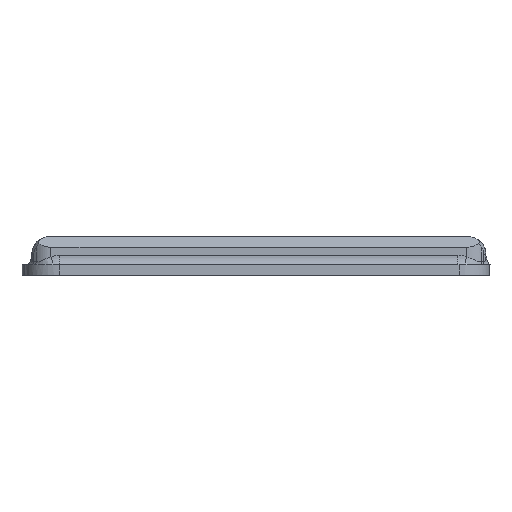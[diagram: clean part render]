
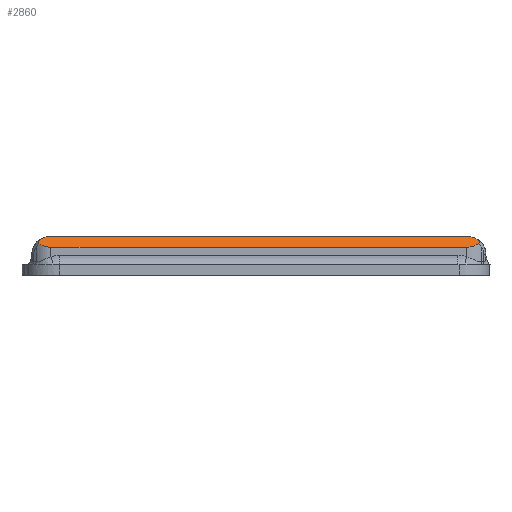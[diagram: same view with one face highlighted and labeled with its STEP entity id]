
A CAD part, left-side view. The second image highlights one B-rep face of the part: STEP entity #2860.
In plain terms, the highlighted planar face has unit normal (-0.707, 0, 0.707).
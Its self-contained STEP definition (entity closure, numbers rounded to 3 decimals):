
#35=ELLIPSE('',#3040,7.071,5.);
#37=ELLIPSE('',#3054,8.485,6.);
#39=ELLIPSE('',#3064,7.071,5.);
#40=ELLIPSE('',#3065,8.485,6.);
#112=B_SPLINE_CURVE_WITH_KNOTS('',3,(#4532,#4533,#4534,#4535,#4536,#4537,
#4538,#4539,#4540,#4541),.UNSPECIFIED.,.F.,.F.,(4,2,2,2,4),(0.,0.064,
0.122,0.182,0.191),.UNSPECIFIED.);
#114=B_SPLINE_CURVE_WITH_KNOTS('',3,(#4561,#4562,#4563,#4564,#4565,#4566,
#4567,#4568,#4569,#4570),.UNSPECIFIED.,.F.,.F.,(4,2,2,2,4),(0.081,
0.106,0.216,0.31,0.414),
 .UNSPECIFIED.);
#136=PLANE('',#3063);
#239=FACE_OUTER_BOUND('',#411,.T.);
#411=EDGE_LOOP('',(#2146,#2147,#2148,#2149,#2150,#2151,#2152,#2153));
#661=LINE('',#4308,#942);
#670=LINE('',#4550,#951);
#942=VECTOR('',#3423,10.);
#951=VECTOR('',#3470,10.);
#1349=VERTEX_POINT('',#4296);
#1350=VERTEX_POINT('',#4298);
#1353=VERTEX_POINT('',#4306);
#1368=VERTEX_POINT('',#4489);
#1369=VERTEX_POINT('',#4496);
#1373=VERTEX_POINT('',#4549);
#1375=VERTEX_POINT('',#4558);
#1376=VERTEX_POINT('',#4560);
#1634=EDGE_CURVE('',#1349,#1350,#35,.T.);
#1639=EDGE_CURVE('',#1349,#1353,#661,.T.);
#1662=EDGE_CURVE('',#1368,#1369,#37,.T.);
#1668=EDGE_CURVE('',#1350,#1368,#112,.T.);
#1672=EDGE_CURVE('',#1373,#1369,#670,.T.);
#1675=EDGE_CURVE('',#1375,#1353,#39,.T.);
#1676=EDGE_CURVE('',#1376,#1375,#114,.T.);
#1677=EDGE_CURVE('',#1373,#1376,#40,.T.);
#2146=ORIENTED_EDGE('',*,*,#1639,.T.);
#2147=ORIENTED_EDGE('',*,*,#1675,.F.);
#2148=ORIENTED_EDGE('',*,*,#1676,.F.);
#2149=ORIENTED_EDGE('',*,*,#1677,.F.);
#2150=ORIENTED_EDGE('',*,*,#1672,.T.);
#2151=ORIENTED_EDGE('',*,*,#1662,.F.);
#2152=ORIENTED_EDGE('',*,*,#1668,.F.);
#2153=ORIENTED_EDGE('',*,*,#1634,.F.);
#2860=ADVANCED_FACE('',(#239),#136,.T.);
#3040=AXIS2_PLACEMENT_3D('',#4299,#3413,#3414);
#3054=AXIS2_PLACEMENT_3D('',#4497,#3447,#3448);
#3063=AXIS2_PLACEMENT_3D('',#4557,#3472,#3473);
#3064=AXIS2_PLACEMENT_3D('',#4559,#3474,#3475);
#3065=AXIS2_PLACEMENT_3D('',#4571,#3476,#3477);
#3413=DIRECTION('center_axis',(0.707,0.,-0.707));
#3414=DIRECTION('ref_axis',(0.707,0.,0.707));
#3423=DIRECTION('',(0.,1.,0.));
#3447=DIRECTION('center_axis',(0.707,0.,-0.707));
#3448=DIRECTION('ref_axis',(-0.707,0.,-0.707));
#3470=DIRECTION('',(0.,-1.,0.));
#3472=DIRECTION('center_axis',(-0.707,0.,0.707));
#3473=DIRECTION('ref_axis',(0.707,0.,0.707));
#3474=DIRECTION('center_axis',(0.707,0.,-0.707));
#3475=DIRECTION('ref_axis',(0.707,0.,0.707));
#3476=DIRECTION('center_axis',(0.707,0.,-0.707));
#3477=DIRECTION('ref_axis',(-0.707,0.,-0.707));
#4296=CARTESIAN_POINT('',(-122.,-21.,11.));
#4298=CARTESIAN_POINT('',(-122.671,-23.501,10.329));
#4299=CARTESIAN_POINT('Origin',(-127.,-21.,6.));
#4306=CARTESIAN_POINT('',(-122.,99.,11.));
#4308=CARTESIAN_POINT('',(-122.,48.,11.));
#4489=CARTESIAN_POINT('',(-123.88,-24.006,9.12));
#4496=CARTESIAN_POINT('',(-125.,-20.515,8.));
#4497=CARTESIAN_POINT('Origin',(-119.,-20.515,14.));
#4532=CARTESIAN_POINT('Ctrl Pts',(-122.671,-23.501,10.329));
#4533=CARTESIAN_POINT('Ctrl Pts',(-122.765,-23.665,10.235));
#4534=CARTESIAN_POINT('Ctrl Pts',(-122.88,-23.803,10.12));
#4535=CARTESIAN_POINT('Ctrl Pts',(-123.131,-23.997,9.869));
#4536=CARTESIAN_POINT('Ctrl Pts',(-123.261,-24.056,9.739));
#4537=CARTESIAN_POINT('Ctrl Pts',(-123.538,-24.101,9.462));
#4538=CARTESIAN_POINT('Ctrl Pts',(-123.679,-24.084,9.321));
#4539=CARTESIAN_POINT('Ctrl Pts',(-123.837,-24.024,9.163));
#4540=CARTESIAN_POINT('Ctrl Pts',(-123.859,-24.015,9.141));
#4541=CARTESIAN_POINT('Ctrl Pts',(-123.88,-24.006,9.12));
#4549=CARTESIAN_POINT('',(-125.,98.515,8.));
#4550=CARTESIAN_POINT('',(-125.,30.,8.));
#4557=CARTESIAN_POINT('Origin',(-123.5,48.,9.5));
#4558=CARTESIAN_POINT('',(-122.671,101.501,10.329));
#4559=CARTESIAN_POINT('Origin',(-127.,99.,6.));
#4560=CARTESIAN_POINT('',(-123.88,102.006,9.12));
#4561=CARTESIAN_POINT('Ctrl Pts',(-123.88,102.006,9.12));
#4562=CARTESIAN_POINT('Ctrl Pts',(-123.843,102.023,9.157));
#4563=CARTESIAN_POINT('Ctrl Pts',(-123.807,102.036,9.193));
#4564=CARTESIAN_POINT('Ctrl Pts',(-123.63,102.093,9.37));
#4565=CARTESIAN_POINT('Ctrl Pts',(-123.483,102.101,9.517));
#4566=CARTESIAN_POINT('Ctrl Pts',(-123.213,102.035,9.787));
#4567=CARTESIAN_POINT('Ctrl Pts',(-123.095,101.974,9.905));
#4568=CARTESIAN_POINT('Ctrl Pts',(-122.865,101.785,10.135));
#4569=CARTESIAN_POINT('Ctrl Pts',(-122.759,101.655,10.241));
#4570=CARTESIAN_POINT('Ctrl Pts',(-122.671,101.501,10.329));
#4571=CARTESIAN_POINT('Origin',(-119.,98.515,14.));
